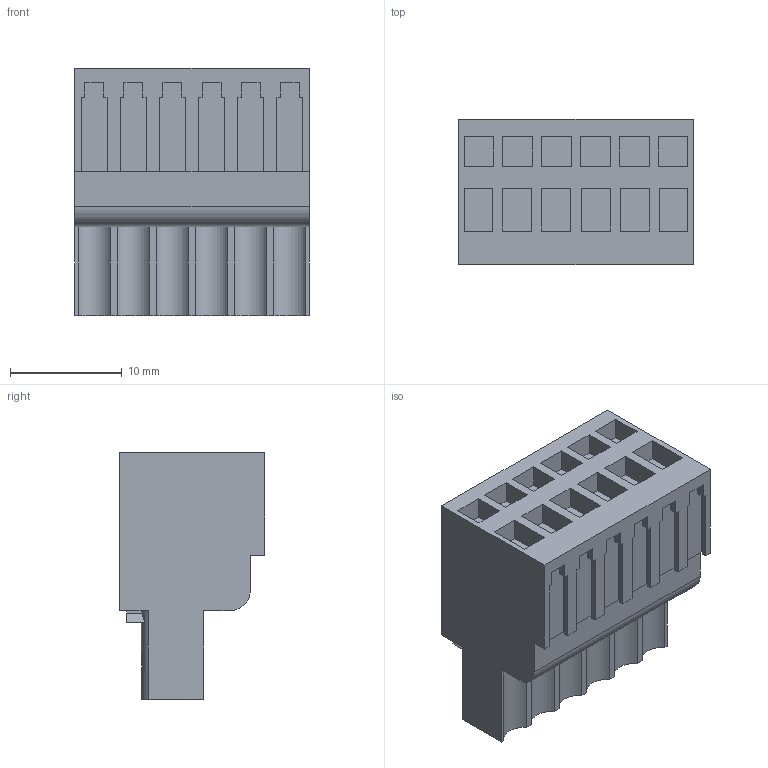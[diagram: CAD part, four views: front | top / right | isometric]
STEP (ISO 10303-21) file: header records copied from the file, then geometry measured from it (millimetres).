
FILE_DESCRIPTION(('CATIA V5 STEP Exchange','CAx-IF Rec.Pracs.--- Model Styling and Organization---1.2---2011-12-15'),'2;1');
FILE_NAME ('D1454523_0_1690230000_1690230000.stp','2017-05-25T08:38:54+00:00',('none'),('Weidmueller'),'CATIA Version 5-6 Release 2014','CATIA V5 STEP AP214','none');
FILE_SCHEMA(('AUTOMOTIVE_DESIGN { 1 0 10303 214 1 1 1 1 }'));
Length unit declared in the file: millimetre
Products named in the file (1): 1690230000
Bounding box: 21 x 13 x 22.1 mm (x, y, z)
Volume: 4062.5 mm3; surface area: 2637 mm2
Topology: 1 solids, 1 shells, 343 faces, 958 edges, 647 vertices
Faces by surface type: plane 330, cylinder 13
Entity records: 10321 total; most frequent: ORIENTED_EDGE 1916, CARTESIAN_POINT 1880, DIRECTION 1422, EDGE_CURVE 958, VECTOR 896, LINE 896, VERTEX_POINT 647, EDGE_LOOP 373
